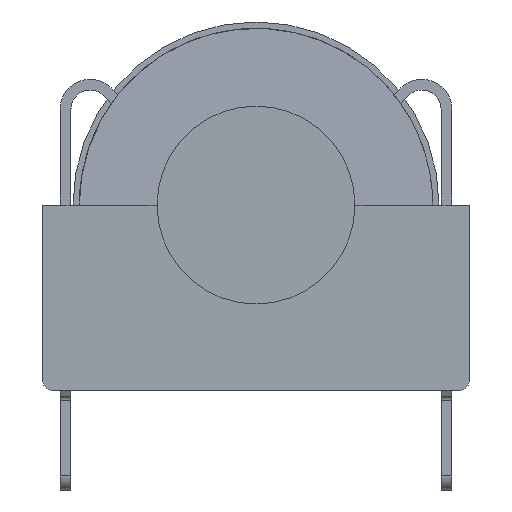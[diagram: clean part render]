
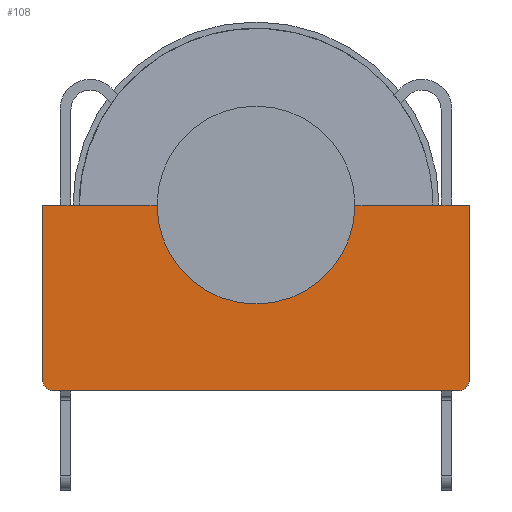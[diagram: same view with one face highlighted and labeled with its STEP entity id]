
A CAD part, left-side view. The second image highlights one B-rep face of the part: STEP entity #108.
In plain terms, the highlighted planar face has unit normal (-1, 0, 0).
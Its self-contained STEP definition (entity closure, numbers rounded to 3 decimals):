
#33 = VERTEX_POINT('',#34);
#34 = CARTESIAN_POINT('',(-20.607,-4.215,8.236
    ));
#41 = VERTEX_POINT('',#42);
#42 = CARTESIAN_POINT('',(-20.607,4.215,8.236)
  );
#82 = EDGE_CURVE('',#41,#33,#83,.T.);
#83 = CIRCLE('',#84,4.215);
#84 = AXIS2_PLACEMENT_3D('',#85,#86,#87);
#85 = CARTESIAN_POINT('',(-20.607,0.,
    8.236));
#86 = DIRECTION('',(-1.,0.,0.));
#87 = DIRECTION('',(0.,1.,0.));
#108 = ADVANCED_FACE('',(#109),#184,.F.);
#109 = FACE_BOUND('',#110,.T.);
#110 = EDGE_LOOP('',(#111,#121,#127,#128,#136,#144,#152,#161,#169,#178)
  );
#111 = ORIENTED_EDGE('',*,*,#112,.F.);
#112 = EDGE_CURVE('',#113,#115,#117,.T.);
#113 = VERTEX_POINT('',#114);
#114 = CARTESIAN_POINT('',(-20.607,-7.53,
    8.236));
#115 = VERTEX_POINT('',#116);
#116 = CARTESIAN_POINT('',(-20.607,-9.1,
    8.236));
#117 = LINE('',#118,#119);
#118 = CARTESIAN_POINT('',(-20.607,-9.1,
    8.236));
#119 = VECTOR('',#120,1.);
#120 = DIRECTION('',(0.,-1.,0.));
#121 = ORIENTED_EDGE('',*,*,#122,.F.);
#122 = EDGE_CURVE('',#33,#113,#123,.T.);
#123 = LINE('',#124,#125);
#124 = CARTESIAN_POINT('',(-20.607,0.,
    8.236));
#125 = VECTOR('',#126,1.);
#126 = DIRECTION('',(0.,-1.,0.));
#127 = ORIENTED_EDGE('',*,*,#82,.F.);
#128 = ORIENTED_EDGE('',*,*,#129,.F.);
#129 = EDGE_CURVE('',#130,#41,#132,.T.);
#130 = VERTEX_POINT('',#131);
#131 = CARTESIAN_POINT('',(-20.607,7.53,8.236
    ));
#132 = LINE('',#133,#134);
#133 = CARTESIAN_POINT('',(-20.607,0.,
    8.236));
#134 = VECTOR('',#135,1.);
#135 = DIRECTION('',(0.,-1.,0.));
#136 = ORIENTED_EDGE('',*,*,#137,.F.);
#137 = EDGE_CURVE('',#138,#130,#140,.T.);
#138 = VERTEX_POINT('',#139);
#139 = CARTESIAN_POINT('',(-20.607,9.1,8.236
    ));
#140 = LINE('',#141,#142);
#141 = CARTESIAN_POINT('',(-20.607,-9.1,
    8.236));
#142 = VECTOR('',#143,1.);
#143 = DIRECTION('',(0.,-1.,0.));
#144 = ORIENTED_EDGE('',*,*,#145,.F.);
#145 = EDGE_CURVE('',#146,#138,#148,.T.);
#146 = VERTEX_POINT('',#147);
#147 = CARTESIAN_POINT('',(-20.607,9.1,0.816
    ));
#148 = LINE('',#149,#150);
#149 = CARTESIAN_POINT('',(-20.607,9.1,6.561
    ));
#150 = VECTOR('',#151,1.);
#151 = DIRECTION('',(0.,0.,1.));
#152 = ORIENTED_EDGE('',*,*,#153,.F.);
#153 = EDGE_CURVE('',#154,#146,#156,.T.);
#154 = VERTEX_POINT('',#155);
#155 = CARTESIAN_POINT('',(-20.607,8.6,0.316
    ));
#156 = CIRCLE('',#157,0.5);
#157 = AXIS2_PLACEMENT_3D('',#158,#159,#160);
#158 = CARTESIAN_POINT('',(-20.607,8.6,0.816
    ));
#159 = DIRECTION('',(1.,0.,0.));
#160 = DIRECTION('',(0.,-1.,0.));
#161 = ORIENTED_EDGE('',*,*,#162,.F.);
#162 = EDGE_CURVE('',#163,#154,#165,.T.);
#163 = VERTEX_POINT('',#164);
#164 = CARTESIAN_POINT('',(-20.607,-8.6,
    0.316));
#165 = LINE('',#166,#167);
#166 = CARTESIAN_POINT('',(-20.607,8.6,0.316
    ));
#167 = VECTOR('',#168,1.);
#168 = DIRECTION('',(0.,1.,0.));
#169 = ORIENTED_EDGE('',*,*,#170,.F.);
#170 = EDGE_CURVE('',#171,#163,#173,.T.);
#171 = VERTEX_POINT('',#172);
#172 = CARTESIAN_POINT('',(-20.607,-9.1,
    0.816));
#173 = CIRCLE('',#174,0.5);
#174 = AXIS2_PLACEMENT_3D('',#175,#176,#177);
#175 = CARTESIAN_POINT('',(-20.607,-8.6,
    0.816));
#176 = DIRECTION('',(1.,0.,0.));
#177 = DIRECTION('',(0.,1.,0.));
#178 = ORIENTED_EDGE('',*,*,#179,.F.);
#179 = EDGE_CURVE('',#115,#171,#180,.T.);
#180 = LINE('',#181,#182);
#181 = CARTESIAN_POINT('',(-20.607,-9.1,
    6.561));
#182 = VECTOR('',#183,1.);
#183 = DIRECTION('',(0.,0.,-1.));
#184 = PLANE('',#185);
#185 = AXIS2_PLACEMENT_3D('',#186,#187,#188);
#186 = CARTESIAN_POINT('',(-20.607,0.,
    6.561));
#187 = DIRECTION('',(1.,0.,0.));
#188 = DIRECTION('',(0.,1.,0.));
